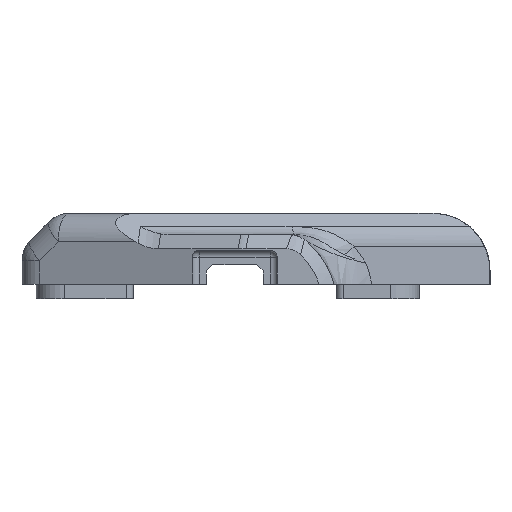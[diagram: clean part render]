
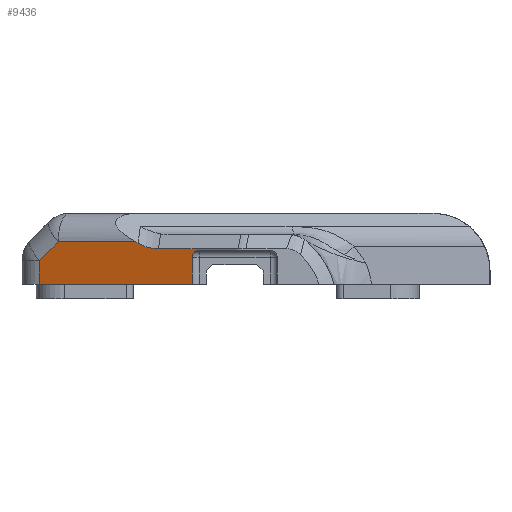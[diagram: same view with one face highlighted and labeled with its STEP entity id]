
A CAD part, front view. The second image highlights one B-rep face of the part: STEP entity #9436.
In plain terms, the highlighted planar face has unit normal (-0.387, -0.922, 0).
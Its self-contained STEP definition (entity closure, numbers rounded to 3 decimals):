
#2185=CARTESIAN_POINT('',(20.,-13.065,0.));
#2186=VERTEX_POINT('',#2185);
#2193=CARTESIAN_POINT('',(-1.547,-4.029,0.));
#2194=VERTEX_POINT('',#2193);
#2195=CARTESIAN_POINT('',(20.,-13.065,0.));
#2196=DIRECTION('',(-0.922,0.387,0.));
#2197=VECTOR('',#2196,23.365);
#2198=LINE('',#2195,#2197);
#2199=EDGE_CURVE('',#2186,#2194,#2198,.T.);
#3106=CARTESIAN_POINT('',(12.026,-9.721,6.));
#3107=VERTEX_POINT('',#3106);
#3115=CARTESIAN_POINT('',(12.382,-9.87,5.802));
#3116=VERTEX_POINT('',#3115);
#3117=CARTESIAN_POINT('',(12.382,-9.87,5.802));
#3118=DIRECTION('',(-0.82,0.344,0.457));
#3119=VECTOR('',#3118,0.434);
#3120=LINE('',#3117,#3119);
#3121=EDGE_CURVE('',#3116,#3107,#3120,.T.);
#3313=CARTESIAN_POINT('',(26.258,-15.689,4.8));
#3314=VERTEX_POINT('',#3313);
#3315=CARTESIAN_POINT('',(26.258,-15.689,5.));
#3316=VERTEX_POINT('',#3315);
#3317=CARTESIAN_POINT('',(26.258,-15.689,4.8));
#3318=DIRECTION('',(-0.,-0.,1.));
#3319=VECTOR('',#3318,0.2);
#3320=LINE('',#3317,#3319);
#3321=EDGE_CURVE('',#3314,#3316,#3320,.T.);
#4615=CARTESIAN_POINT('',(1.11,-5.143,6.));
#4616=VERTEX_POINT('',#4615);
#4624=CARTESIAN_POINT('',(12.026,-9.721,6.));
#4625=DIRECTION('',(-0.922,0.387,0.));
#4626=VECTOR('',#4625,11.837);
#4627=LINE('',#4624,#4626);
#4628=EDGE_CURVE('',#3107,#4616,#4627,.T.);
#4657=CARTESIAN_POINT('',(-1.547,-4.029,3.343));
#4658=VERTEX_POINT('',#4657);
#4666=CARTESIAN_POINT('',(1.11,-5.143,6.));
#4667=DIRECTION('',(-0.678,0.284,-0.678));
#4668=VECTOR('',#4667,3.919);
#4669=LINE('',#4666,#4668);
#4670=EDGE_CURVE('',#4616,#4658,#4669,.T.);
#4713=CARTESIAN_POINT('',(-1.547,-4.029,3.343));
#4714=DIRECTION('',(0.,0.,-1.));
#4715=VECTOR('',#4714,3.343);
#4716=LINE('',#4713,#4715);
#4717=EDGE_CURVE('',#4658,#2194,#4716,.T.);
#5796=CARTESIAN_POINT('',(15.264,-11.078,5.));
#5797=VERTEX_POINT('',#5796);
#5798=CARTESIAN_POINT('',(13.823,-10.474,16.314));
#5799=DIRECTION('',(0.387,0.922,0.));
#5800=DIRECTION('',(-0.246,0.103,0.964));
#5801=AXIS2_PLACEMENT_3D('',#5798,#5799,#5800);
#5802=ELLIPSE('',#5801,11.527,8.);
#5803=EDGE_CURVE('',#5797,#3116,#5802,.T.);
#7409=CARTESIAN_POINT('',(26.258,-15.689,5.));
#7410=DIRECTION('',(-0.922,0.387,0.));
#7411=VECTOR('',#7410,11.922);
#7412=LINE('',#7409,#7411);
#7413=EDGE_CURVE('',#3316,#5797,#7412,.T.);
#9398=CARTESIAN_POINT('',(11.5,-9.5,7.));
#9399=DIRECTION('',(-0.387,-0.922,0.));
#9400=DIRECTION('',(0.922,-0.387,0.));
#9401=AXIS2_PLACEMENT_3D('',#9398,#9399,#9400);
#9402=PLANE('',#9401);
#9403=CARTESIAN_POINT('',(20.,-13.065,3.8));
#9404=VERTEX_POINT('',#9403);
#9405=CARTESIAN_POINT('',(20.,-13.065,3.8));
#9406=DIRECTION('',(0.,0.,-1.));
#9407=VECTOR('',#9406,3.8);
#9408=LINE('',#9405,#9407);
#9409=EDGE_CURVE('',#9404,#2186,#9408,.T.);
#9410=ORIENTED_EDGE('',*,*,#9409,.F.);
#9411=CARTESIAN_POINT('',(21.,-13.484,4.8));
#9412=VERTEX_POINT('',#9411);
#9413=CARTESIAN_POINT('',(21.,-13.484,3.8));
#9414=DIRECTION('',(0.387,0.922,-0.));
#9415=DIRECTION('',(0.922,-0.387,0.));
#9416=AXIS2_PLACEMENT_3D('',#9413,#9414,#9415);
#9417=ELLIPSE('',#9416,1.084,1.);
#9418=EDGE_CURVE('',#9404,#9412,#9417,.T.);
#9419=ORIENTED_EDGE('',*,*,#9418,.T.);
#9420=CARTESIAN_POINT('',(26.258,-15.689,4.8));
#9421=DIRECTION('',(-0.922,0.387,0.));
#9422=VECTOR('',#9421,5.701);
#9423=LINE('',#9420,#9422);
#9424=EDGE_CURVE('',#3314,#9412,#9423,.T.);
#9425=ORIENTED_EDGE('',*,*,#9424,.F.);
#9426=ORIENTED_EDGE('',*,*,#3321,.T.);
#9427=ORIENTED_EDGE('',*,*,#7413,.T.);
#9428=ORIENTED_EDGE('',*,*,#5803,.T.);
#9429=ORIENTED_EDGE('',*,*,#3121,.T.);
#9430=ORIENTED_EDGE('',*,*,#4628,.T.);
#9431=ORIENTED_EDGE('',*,*,#4670,.T.);
#9432=ORIENTED_EDGE('',*,*,#4717,.T.);
#9433=ORIENTED_EDGE('',*,*,#2199,.F.);
#9434=EDGE_LOOP('',(#9410,#9419,#9425,#9426,#9427,#9428,#9429,#9430,#9431,#9432,#9433));
#9435=FACE_BOUND('',#9434,.T.);
#9436=ADVANCED_FACE('',(#9435),#9402,.T.);
